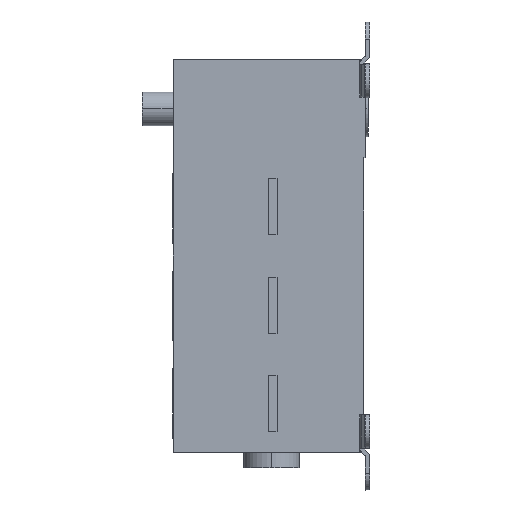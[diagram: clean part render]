
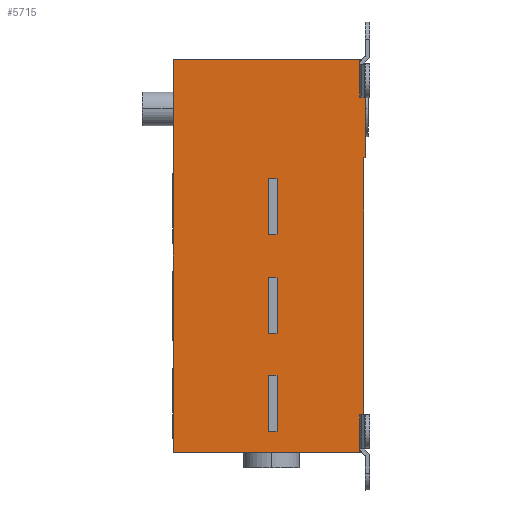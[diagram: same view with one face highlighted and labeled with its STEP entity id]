
A CAD part, left-side view. The second image highlights one B-rep face of the part: STEP entity #5715.
In plain terms, the highlighted planar face has unit normal (-1, 0, 0).
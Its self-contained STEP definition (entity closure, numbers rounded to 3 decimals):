
#115=DIRECTION('',(0.,0.,-1.));
#116=VECTOR('',#115,91.508);
#117=CARTESIAN_POINT('',(-49.334,-27.129,-35.));
#118=LINE('',#117,#116);
#617=DIRECTION('',(0.,0.001,1.));
#618=VECTOR('',#617,0.216);
#619=CARTESIAN_POINT('',(-49.334,-26.795,
-126.724));
#620=LINE('',#619,#618);
#621=DIRECTION('',(0.,-1.,0.));
#622=VECTOR('',#621,1.166);
#623=CARTESIAN_POINT('',(-49.334,-25.629,
-126.724));
#624=LINE('',#623,#622);
#625=DIRECTION('',(0.,0.,-1.));
#626=VECTOR('',#625,140.);
#627=CARTESIAN_POINT('',(-49.334,40.871,0.));
#628=LINE('',#627,#626);
#629=DIRECTION('',(0.,1.,0.));
#630=VECTOR('',#629,66.5);
#631=CARTESIAN_POINT('',(-49.334,-25.629,
0.));
#632=LINE('',#631,#630);
#633=DIRECTION('',(0.,0.,1.));
#634=VECTOR('',#633,13.276);
#635=CARTESIAN_POINT('',(-49.334,-25.629,
-13.276));
#636=LINE('',#635,#634);
#637=DIRECTION('',(0.,1.,0.));
#638=VECTOR('',#637,1.177);
#639=CARTESIAN_POINT('',(-49.334,-26.806,
-13.276));
#640=LINE('',#639,#638);
#641=DIRECTION('',(0.,0.001,1.));
#642=VECTOR('',#641,0.232);
#643=CARTESIAN_POINT('',(-49.334,-26.807,
-13.508));
#644=LINE('',#643,#642);
#645=DIRECTION('',(0.,1.,0.));
#646=VECTOR('',#645,0.823);
#647=CARTESIAN_POINT('',(-49.334,-27.629,
-13.508));
#648=LINE('',#647,#646);
#649=DIRECTION('',(0.,0.,1.));
#650=VECTOR('',#649,21.492);
#651=CARTESIAN_POINT('',(-49.334,-27.629,-35.));
#652=LINE('',#651,#650);
#653=DIRECTION('',(0.,-1.,0.));
#654=VECTOR('',#653,0.5);
#655=CARTESIAN_POINT('',(-49.334,-27.129,-35.));
#656=LINE('',#655,#654);
#657=DIRECTION('',(0.,-1.,0.));
#658=VECTOR('',#657,3.);
#659=CARTESIAN_POINT('',(-49.334,6.871,-112.5));
#660=LINE('',#659,#658);
#661=DIRECTION('',(0.,0.,1.));
#662=VECTOR('',#661,20.);
#663=CARTESIAN_POINT('',(-49.334,6.871,-132.5));
#664=LINE('',#663,#662);
#665=DIRECTION('',(0.,1.,0.));
#666=VECTOR('',#665,3.);
#667=CARTESIAN_POINT('',(-49.334,3.871,-132.5));
#668=LINE('',#667,#666);
#669=DIRECTION('',(0.,0.,-1.));
#670=VECTOR('',#669,20.);
#671=CARTESIAN_POINT('',(-49.334,3.871,-112.5));
#672=LINE('',#671,#670);
#673=DIRECTION('',(0.,0.,-1.));
#674=VECTOR('',#673,20.);
#675=CARTESIAN_POINT('',(-49.334,3.871,-77.5));
#676=LINE('',#675,#674);
#677=DIRECTION('',(0.,-1.,0.));
#678=VECTOR('',#677,3.);
#679=CARTESIAN_POINT('',(-49.334,6.871,-77.5));
#680=LINE('',#679,#678);
#681=DIRECTION('',(0.,0.,1.));
#682=VECTOR('',#681,20.);
#683=CARTESIAN_POINT('',(-49.334,6.871,-97.5));
#684=LINE('',#683,#682);
#685=DIRECTION('',(0.,1.,0.));
#686=VECTOR('',#685,3.);
#687=CARTESIAN_POINT('',(-49.334,3.871,-97.5));
#688=LINE('',#687,#686);
#689=DIRECTION('',(0.,-1.,0.));
#690=VECTOR('',#689,3.);
#691=CARTESIAN_POINT('',(-49.334,6.871,-42.5));
#692=LINE('',#691,#690);
#693=DIRECTION('',(0.,0.,1.));
#694=VECTOR('',#693,20.);
#695=CARTESIAN_POINT('',(-49.334,6.871,-62.5));
#696=LINE('',#695,#694);
#697=DIRECTION('',(0.,1.,0.));
#698=VECTOR('',#697,3.);
#699=CARTESIAN_POINT('',(-49.334,3.871,-62.5));
#700=LINE('',#699,#698);
#701=DIRECTION('',(0.,0.,-1.));
#702=VECTOR('',#701,20.);
#703=CARTESIAN_POINT('',(-49.334,3.871,-42.5));
#704=LINE('',#703,#702);
#868=DIRECTION('',(0.,0.,-1.));
#869=VECTOR('',#868,13.276);
#870=CARTESIAN_POINT('',(-49.334,-25.629,
-126.724));
#871=LINE('',#870,#869);
#1006=DIRECTION('',(0.,1.,0.));
#1007=VECTOR('',#1006,66.5);
#1008=CARTESIAN_POINT('',(-49.334,-25.629,-140.));
#1009=LINE('',#1008,#1007);
#2905=DIRECTION('',(0.,1.,0.));
#2906=VECTOR('',#2905,0.334);
#2907=CARTESIAN_POINT('',(-49.334,-27.129,
-126.508));
#2908=LINE('',#2907,#2906);
#3955=CARTESIAN_POINT('',(-49.334,3.871,-42.5));
#3956=CARTESIAN_POINT('',(-49.334,3.871,-62.5));
#3957=VERTEX_POINT('',#3955);
#3958=VERTEX_POINT('',#3956);
#3959=CARTESIAN_POINT('',(-49.334,6.871,-62.5));
#3960=VERTEX_POINT('',#3959);
#3961=CARTESIAN_POINT('',(-49.334,6.871,-42.5));
#3962=VERTEX_POINT('',#3961);
#3987=CARTESIAN_POINT('',(-49.334,3.871,-97.5));
#3988=CARTESIAN_POINT('',(-49.334,6.871,-97.5));
#3989=VERTEX_POINT('',#3987);
#3990=VERTEX_POINT('',#3988);
#3991=CARTESIAN_POINT('',(-49.334,6.871,-77.5));
#3992=VERTEX_POINT('',#3991);
#3993=CARTESIAN_POINT('',(-49.334,3.871,-77.5));
#3994=VERTEX_POINT('',#3993);
#4019=CARTESIAN_POINT('',(-49.334,3.871,-112.5));
#4020=CARTESIAN_POINT('',(-49.334,3.871,-132.5));
#4021=VERTEX_POINT('',#4019);
#4022=VERTEX_POINT('',#4020);
#4023=CARTESIAN_POINT('',(-49.334,6.871,-132.5));
#4024=VERTEX_POINT('',#4023);
#4025=CARTESIAN_POINT('',(-49.334,6.871,-112.5));
#4026=VERTEX_POINT('',#4025);
#4175=CARTESIAN_POINT('',(-49.334,40.871,-140.));
#4176=VERTEX_POINT('',#4175);
#4177=CARTESIAN_POINT('',(-49.334,40.871,0.));
#4178=VERTEX_POINT('',#4177);
#4468=CARTESIAN_POINT('',(-49.334,-26.806,
-13.276));
#4470=VERTEX_POINT('',#4468);
#4472=CARTESIAN_POINT('',(-49.334,-26.807,
-13.508));
#4473=VERTEX_POINT('',#4472);
#4477=CARTESIAN_POINT('',(-49.334,-25.629,
-13.276));
#4478=VERTEX_POINT('',#4477);
#4520=CARTESIAN_POINT('',(-49.334,-27.629,
-13.508));
#4522=VERTEX_POINT('',#4520);
#4525=CARTESIAN_POINT('',(-49.334,-27.629,-35.));
#4526=VERTEX_POINT('',#4525);
#4543=CARTESIAN_POINT('',(-49.334,-25.629,
0.));
#4544=VERTEX_POINT('',#4543);
#4650=CARTESIAN_POINT('',(-49.334,-27.129,-35.));
#4651=VERTEX_POINT('',#4650);
#4686=CARTESIAN_POINT('',(-49.334,-25.629,
-126.724));
#4687=CARTESIAN_POINT('',(-49.334,-26.795,
-126.724));
#4688=VERTEX_POINT('',#4686);
#4689=VERTEX_POINT('',#4687);
#4690=CARTESIAN_POINT('',(-49.334,-26.795,
-126.508));
#4691=VERTEX_POINT('',#4690);
#4692=CARTESIAN_POINT('',(-49.334,-27.129,
-126.508));
#4693=VERTEX_POINT('',#4692);
#4694=CARTESIAN_POINT('',(-49.334,-25.629,-140.));
#4695=VERTEX_POINT('',#4694);
#5652=CARTESIAN_POINT('',(-49.334,6.621,-70.));
#5653=DIRECTION('',(1.,0.,0.));
#5654=DIRECTION('',(0.,1.,0.));
#5655=AXIS2_PLACEMENT_3D('',#5652,#5653,#5654);
#5656=PLANE('',#5655);
#5658=ORIENTED_EDGE('',*,*,#5657,.F.);
#5660=ORIENTED_EDGE('',*,*,#5659,.F.);
#5662=ORIENTED_EDGE('',*,*,#5661,.T.);
#5664=ORIENTED_EDGE('',*,*,#5663,.T.);
#5666=ORIENTED_EDGE('',*,*,#5665,.F.);
#5668=ORIENTED_EDGE('',*,*,#5667,.F.);
#5670=ORIENTED_EDGE('',*,*,#5669,.F.);
#5672=ORIENTED_EDGE('',*,*,#5671,.F.);
#5674=ORIENTED_EDGE('',*,*,#5673,.F.);
#5676=ORIENTED_EDGE('',*,*,#5675,.F.);
#5678=ORIENTED_EDGE('',*,*,#5677,.F.);
#5679=ORIENTED_EDGE('',*,*,#5637,.F.);
#5680=ORIENTED_EDGE('',*,*,#4984,.T.);
#5682=ORIENTED_EDGE('',*,*,#5681,.T.);
#5683=EDGE_LOOP('',(#5658,#5660,#5662,#5664,#5666,#5668,#5670,#5672,#5674,#5676,
#5678,#5679,#5680,#5682));
#5684=FACE_OUTER_BOUND('',#5683,.F.);
#5686=ORIENTED_EDGE('',*,*,#5685,.F.);
#5688=ORIENTED_EDGE('',*,*,#5687,.F.);
#5690=ORIENTED_EDGE('',*,*,#5689,.F.);
#5692=ORIENTED_EDGE('',*,*,#5691,.F.);
#5693=EDGE_LOOP('',(#5686,#5688,#5690,#5692));
#5694=FACE_BOUND('',#5693,.F.);
#5696=ORIENTED_EDGE('',*,*,#5695,.F.);
#5698=ORIENTED_EDGE('',*,*,#5697,.F.);
#5700=ORIENTED_EDGE('',*,*,#5699,.F.);
#5702=ORIENTED_EDGE('',*,*,#5701,.F.);
#5703=EDGE_LOOP('',(#5696,#5698,#5700,#5702));
#5704=FACE_BOUND('',#5703,.F.);
#5706=ORIENTED_EDGE('',*,*,#5705,.F.);
#5708=ORIENTED_EDGE('',*,*,#5707,.F.);
#5710=ORIENTED_EDGE('',*,*,#5709,.F.);
#5712=ORIENTED_EDGE('',*,*,#5711,.F.);
#5713=EDGE_LOOP('',(#5706,#5708,#5710,#5712));
#5714=FACE_BOUND('',#5713,.F.);
#4984=EDGE_CURVE('',#4651,#4693,#118,.T.);
#5637=EDGE_CURVE('',#4651,#4526,#656,.T.);
#5657=EDGE_CURVE('',#4689,#4691,#620,.T.);
#5659=EDGE_CURVE('',#4688,#4689,#624,.T.);
#5661=EDGE_CURVE('',#4688,#4695,#871,.T.);
#5663=EDGE_CURVE('',#4695,#4176,#1009,.T.);
#5665=EDGE_CURVE('',#4178,#4176,#628,.T.);
#5667=EDGE_CURVE('',#4544,#4178,#632,.T.);
#5669=EDGE_CURVE('',#4478,#4544,#636,.T.);
#5671=EDGE_CURVE('',#4470,#4478,#640,.T.);
#5673=EDGE_CURVE('',#4473,#4470,#644,.T.);
#5675=EDGE_CURVE('',#4522,#4473,#648,.T.);
#5677=EDGE_CURVE('',#4526,#4522,#652,.T.);
#5681=EDGE_CURVE('',#4693,#4691,#2908,.T.);
#5685=EDGE_CURVE('',#4026,#4021,#660,.T.);
#5687=EDGE_CURVE('',#4024,#4026,#664,.T.);
#5689=EDGE_CURVE('',#4022,#4024,#668,.T.);
#5691=EDGE_CURVE('',#4021,#4022,#672,.T.);
#5695=EDGE_CURVE('',#3994,#3989,#676,.T.);
#5697=EDGE_CURVE('',#3992,#3994,#680,.T.);
#5699=EDGE_CURVE('',#3990,#3992,#684,.T.);
#5701=EDGE_CURVE('',#3989,#3990,#688,.T.);
#5705=EDGE_CURVE('',#3962,#3957,#692,.T.);
#5707=EDGE_CURVE('',#3960,#3962,#696,.T.);
#5709=EDGE_CURVE('',#3958,#3960,#700,.T.);
#5711=EDGE_CURVE('',#3957,#3958,#704,.T.);
#5715=ADVANCED_FACE('',(#5684,#5694,#5704,#5714),#5656,.F.);
